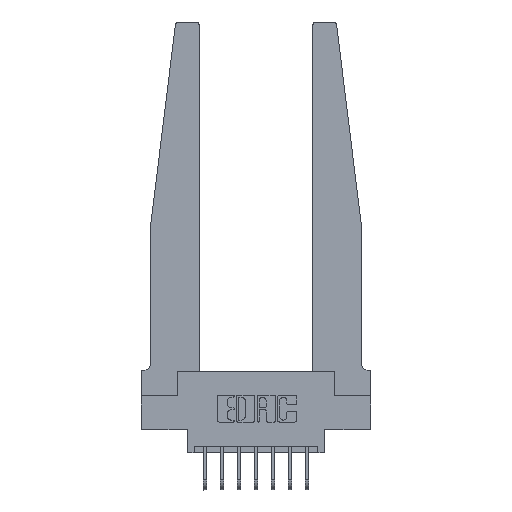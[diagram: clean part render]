
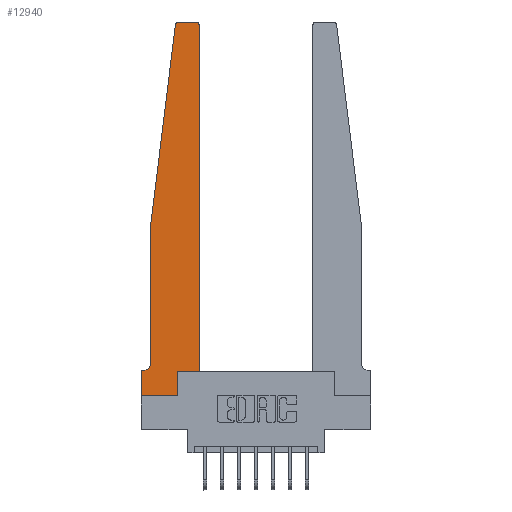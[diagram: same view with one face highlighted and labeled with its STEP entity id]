
A CAD part, top view. The second image highlights one B-rep face of the part: STEP entity #12940.
In plain terms, the highlighted planar face has unit normal (0, 0, 1).
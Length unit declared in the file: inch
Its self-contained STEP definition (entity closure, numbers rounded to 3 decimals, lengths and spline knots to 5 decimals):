
#300 = VERTEX_POINT ( 'NONE', #10718 ) ;
#333 = VECTOR ( 'NONE', #3886, 39.37008 ) ;
#569 = ORIENTED_EDGE ( 'NONE', *, *, #2024, .T. ) ;
#793 = CARTESIAN_POINT ( 'NONE',  ( 0.2605, 0.18, 0.37 ) ) ;
#798 = AXIS2_PLACEMENT_3D ( 'NONE', #4429, #11919, #5502 ) ;
#1087 = PLANE ( 'NONE',  #1096 ) ;
#1096 = AXIS2_PLACEMENT_3D ( 'NONE', #8697, #9797, #3334 ) ;
#1601 = DIRECTION ( 'NONE',  ( 1., 0., 0. ) ) ;
#1710 = EDGE_LOOP ( 'NONE', ( #569, #3953, #2399, #10813, #10028, #12218, #3779, #14014, #9083, #5357, #4215, #10311 ) ) ;
#2024 = EDGE_CURVE ( 'NONE', #8560, #2185, #11098, .T. ) ;
#2031 = VECTOR ( 'NONE', #6006, 39.37008 ) ;
#2185 = VERTEX_POINT ( 'NONE', #8948 ) ;
#2347 = VERTEX_POINT ( 'NONE', #11519 ) ;
#2399 = ORIENTED_EDGE ( 'NONE', *, *, #12814, .T. ) ;
#2685 = VECTOR ( 'NONE', #7608, 39.37008 ) ;
#2769 = CARTESIAN_POINT ( 'NONE',  ( 0.425, 0.18, 0.37 ) ) ;
#3025 = CIRCLE ( 'NONE', #798, 0.03 ) ;
#3117 = EDGE_CURVE ( 'NONE', #2347, #8560, #7749, .T. ) ;
#3282 = CARTESIAN_POINT ( 'NONE',  ( 0.065, 1.25, 0.37 ) ) ;
#3334 = DIRECTION ( 'NONE',  ( 1., 0., 0. ) ) ;
#3338 = LINE ( 'NONE', #11393, #8726 ) ;
#3458 = DIRECTION ( 'NONE',  ( 0., 0., 1. ) ) ;
#3738 = VECTOR ( 'NONE', #10671, 39.37008 ) ;
#3757 = LINE ( 'NONE', #793, #11976 ) ;
#3779 = ORIENTED_EDGE ( 'NONE', *, *, #11623, .T. ) ;
#3812 = AXIS2_PLACEMENT_3D ( 'NONE', #9920, #3458, #10977 ) ;
#3886 = DIRECTION ( 'NONE',  ( 0., 1., 0. ) ) ;
#3923 = VECTOR ( 'NONE', #1601, 39.37008 ) ;
#3953 = ORIENTED_EDGE ( 'NONE', *, *, #13345, .T. ) ;
#4215 = ORIENTED_EDGE ( 'NONE', *, *, #7620, .T. ) ;
#4429 = CARTESIAN_POINT ( 'NONE',  ( 0.27653, 2.72, 0.37 ) ) ;
#4597 = CARTESIAN_POINT ( 'NONE',  ( 0.015, 0.2375, 0.37 ) ) ;
#4717 = VERTEX_POINT ( 'NONE', #5611 ) ;
#4945 = DIRECTION ( 'NONE',  ( -1., 0., 0. ) ) ;
#4982 = CARTESIAN_POINT ( 'NONE',  ( 0.015, 0.1875, 0.37 ) ) ;
#5100 = VERTEX_POINT ( 'NONE', #11865 ) ;
#5357 = ORIENTED_EDGE ( 'NONE', *, *, #10798, .T. ) ;
#5502 = DIRECTION ( 'NONE',  ( 1., 0., 0. ) ) ;
#5611 = CARTESIAN_POINT ( 'NONE',  ( 0.2605, 0., 0.37 ) ) ;
#5678 = DIRECTION ( 'NONE',  ( -1., 0., 0. ) ) ;
#6006 = DIRECTION ( 'NONE',  ( 1., 0., 0. ) ) ;
#6601 = CARTESIAN_POINT ( 'NONE',  ( 0.395, 2.75, 0.37 ) ) ;
#6629 = LINE ( 'NONE', #8214, #7637 ) ;
#6789 = VERTEX_POINT ( 'NONE', #8877 ) ;
#7568 = CARTESIAN_POINT ( 'NONE',  ( 0.24675, 2.72367, 0.37 ) ) ;
#7608 = DIRECTION ( 'NONE',  ( -1., 0., 0. ) ) ;
#7620 = EDGE_CURVE ( 'NONE', #9118, #2347, #9076, .T. ) ;
#7637 = VECTOR ( 'NONE', #10398, 39.37008 ) ;
#7639 = EDGE_CURVE ( 'NONE', #8296, #5100, #3338, .T. ) ;
#7749 = CIRCLE ( 'NONE', #3812, 0.03 ) ;
#7922 = CARTESIAN_POINT ( 'NONE',  ( 0., 0., 0.37 ) ) ;
#8214 = CARTESIAN_POINT ( 'NONE',  ( 0., 0., 0.37 ) ) ;
#8296 = VERTEX_POINT ( 'NONE', #4982 ) ;
#8464 = DIRECTION ( 'NONE',  ( 0., 1., 0. ) ) ;
#8560 = VERTEX_POINT ( 'NONE', #6601 ) ;
#8697 = CARTESIAN_POINT ( 'NONE',  ( 0., 0.1875, 0.37 ) ) ;
#8726 = VECTOR ( 'NONE', #4945, 39.37008 ) ;
#8799 = AXIS2_PLACEMENT_3D ( 'NONE', #4597, #12085, #5678 ) ;
#8877 = CARTESIAN_POINT ( 'NONE',  ( 0.2605, 0.18, 0.37 ) ) ;
#8948 = CARTESIAN_POINT ( 'NONE',  ( 0.27653, 2.75, 0.37 ) ) ;
#8973 = LINE ( 'NONE', #10342, #11808 ) ;
#8987 = EDGE_CURVE ( 'NONE', #11153, #8296, #12213, .T. ) ;
#9076 = LINE ( 'NONE', #2769, #333 ) ;
#9083 = ORIENTED_EDGE ( 'NONE', *, *, #12376, .T. ) ;
#9118 = VERTEX_POINT ( 'NONE', #11206 ) ;
#9455 = LINE ( 'NONE', #9604, #3738 ) ;
#9604 = CARTESIAN_POINT ( 'NONE',  ( 0.065, 1.25, 0.37 ) ) ;
#9797 = DIRECTION ( 'NONE',  ( 0., 0., 1. ) ) ;
#9920 = CARTESIAN_POINT ( 'NONE',  ( 0.395, 2.72, 0.37 ) ) ;
#10028 = ORIENTED_EDGE ( 'NONE', *, *, #8987, .T. ) ;
#10311 = ORIENTED_EDGE ( 'NONE', *, *, #3117, .T. ) ;
#10342 = CARTESIAN_POINT ( 'NONE',  ( 0.065, 1.25, 0.37 ) ) ;
#10398 = DIRECTION ( 'NONE',  ( 0., -1., 0. ) ) ;
#10671 = DIRECTION ( 'NONE',  ( -0.122, -0.992, 0. ) ) ;
#10718 = CARTESIAN_POINT ( 'NONE',  ( 0., 0., 0.37 ) ) ;
#10798 = EDGE_CURVE ( 'NONE', #6789, #9118, #13473, .T. ) ;
#10813 = ORIENTED_EDGE ( 'NONE', *, *, #12176, .T. ) ;
#10977 = DIRECTION ( 'NONE',  ( 1., 0., 0. ) ) ;
#11098 = LINE ( 'NONE', #12907, #2685 ) ;
#11132 = VERTEX_POINT ( 'NONE', #3282 ) ;
#11153 = VERTEX_POINT ( 'NONE', #14038 ) ;
#11206 = CARTESIAN_POINT ( 'NONE',  ( 0.425, 0.18, 0.37 ) ) ;
#11393 = CARTESIAN_POINT ( 'NONE',  ( 0.065, 0.1875, 0.37 ) ) ;
#11402 = DIRECTION ( 'NONE',  ( 0., -1., 0. ) ) ;
#11519 = CARTESIAN_POINT ( 'NONE',  ( 0.425, 2.72, 0.37 ) ) ;
#11623 = EDGE_CURVE ( 'NONE', #5100, #300, #6629, .T. ) ;
#11808 = VECTOR ( 'NONE', #11402, 39.37008 ) ;
#11865 = CARTESIAN_POINT ( 'NONE',  ( 0., 0.1875, 0.37 ) ) ;
#11919 = DIRECTION ( 'NONE',  ( 0., 0., 1. ) ) ;
#11976 = VECTOR ( 'NONE', #8464, 39.37008 ) ;
#12085 = DIRECTION ( 'NONE',  ( 0., 0., -1. ) ) ;
#12176 = EDGE_CURVE ( 'NONE', #11132, #11153, #8973, .T. ) ;
#12213 = CIRCLE ( 'NONE', #8799, 0.05 ) ;
#12218 = ORIENTED_EDGE ( 'NONE', *, *, #7639, .T. ) ;
#12376 = EDGE_CURVE ( 'NONE', #4717, #6789, #3757, .T. ) ;
#12460 = LINE ( 'NONE', #7922, #3923 ) ;
#12551 = EDGE_CURVE ( 'NONE', #300, #4717, #12460, .T. ) ;
#12814 = EDGE_CURVE ( 'NONE', #13923, #11132, #9455, .T. ) ;
#12907 = CARTESIAN_POINT ( 'NONE',  ( 0.25, 2.75, 0.37 ) ) ;
#12940 = ADVANCED_FACE ( 'NONE', ( #13431 ), #1087, .T. ) ;
#13345 = EDGE_CURVE ( 'NONE', #2185, #13923, #3025, .T. ) ;
#13431 = FACE_OUTER_BOUND ( 'NONE', #1710, .T. ) ;
#13458 = CARTESIAN_POINT ( 'NONE',  ( 0.425, 0.18, 0.37 ) ) ;
#13473 = LINE ( 'NONE', #13458, #2031 ) ;
#13923 = VERTEX_POINT ( 'NONE', #7568 ) ;
#14014 = ORIENTED_EDGE ( 'NONE', *, *, #12551, .T. ) ;
#14038 = CARTESIAN_POINT ( 'NONE',  ( 0.065, 0.2375, 0.37 ) ) ;
